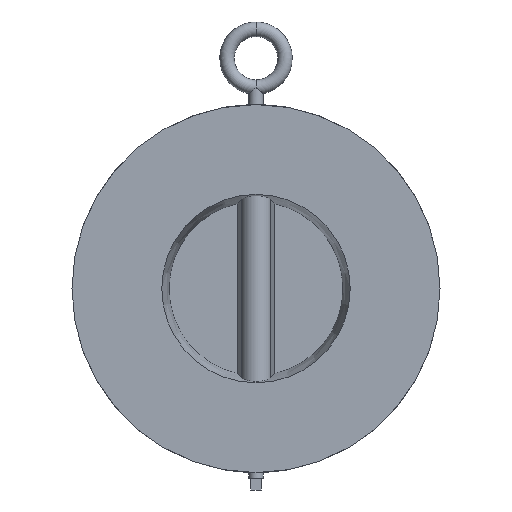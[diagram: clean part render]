
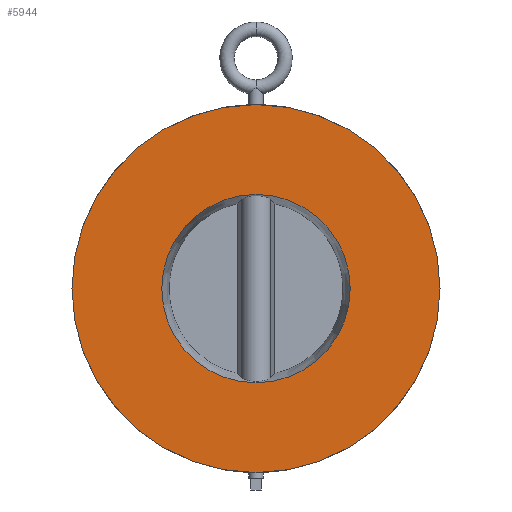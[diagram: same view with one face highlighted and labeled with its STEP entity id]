
A CAD part, front view. The second image highlights one B-rep face of the part: STEP entity #5944.
In plain terms, the highlighted planar face has unit normal (0, -1, 0).
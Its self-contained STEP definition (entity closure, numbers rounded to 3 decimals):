
#322 = CIRCLE ( 'NONE', #366, 63.5 ) ;
#346 = DIRECTION ( 'NONE',  ( 0., 0., -1. ) ) ;
#347 = DIRECTION ( 'NONE',  ( 0., -1., 0. ) ) ;
#348 = CARTESIAN_POINT ( 'NONE',  ( 0., 0., 0. ) ) ;
#366 = AXIS2_PLACEMENT_3D ( 'NONE', #348, #347, #346 ) ;
#1264 = PLANE ( 'NONE',  #1267 ) ;
#1267 = AXIS2_PLACEMENT_3D ( 'NONE', #1309, #1300, #1299 ) ;
#1299 = DIRECTION ( 'NONE',  ( 0., 0., 1. ) ) ;
#1300 = DIRECTION ( 'NONE',  ( 0., 1., 0. ) ) ;
#1307 = FACE_BOUND ( 'NONE', #5943, .T. ) ;
#1308 = FACE_OUTER_BOUND ( 'NONE', #1585, .T. ) ;
#1309 = CARTESIAN_POINT ( 'NONE',  ( -32.5, 0., 0. ) ) ;
#1585 = EDGE_LOOP ( 'NONE', ( #1597, #5940 ) ) ;
#1587 = ORIENTED_EDGE ( 'NONE', *, *, #1590, .F. ) ;
#1590 = EDGE_CURVE ( 'NONE', #2655, #2689, #3307, .T. ) ;
#1597 = ORIENTED_EDGE ( 'NONE', *, *, #2621, .T. ) ;
#2621 = EDGE_CURVE ( 'NONE', #2642, #2648, #5438, .T. ) ;
#2642 = VERTEX_POINT ( 'NONE', #5535 ) ;
#2648 = VERTEX_POINT ( 'NONE', #5532 ) ;
#2655 = VERTEX_POINT ( 'NONE', #5329 ) ;
#2686 = EDGE_CURVE ( 'NONE', #2689, #2655, #5627, .T. ) ;
#2689 = VERTEX_POINT ( 'NONE', #5673 ) ;
#2855 = EDGE_CURVE ( 'NONE', #2648, #2642, #322, .T. ) ;
#3302 = DIRECTION ( 'NONE',  ( 0., 0., -1. ) ) ;
#3303 = DIRECTION ( 'NONE',  ( 0., -1., 0. ) ) ;
#3304 = CARTESIAN_POINT ( 'NONE',  ( 0., 0., 0. ) ) ;
#3305 = AXIS2_PLACEMENT_3D ( 'NONE', #3304, #3303, #3302 ) ;
#3307 = CIRCLE ( 'NONE', #3305, 32.5 ) ;
#5329 = CARTESIAN_POINT ( 'NONE',  ( 0., 0., -32.5 ) ) ;
#5435 = DIRECTION ( 'NONE',  ( 0., -1., 0. ) ) ;
#5436 = CARTESIAN_POINT ( 'NONE',  ( 0., 0., 0. ) ) ;
#5437 = AXIS2_PLACEMENT_3D ( 'NONE', #5436, #5435, #5526 ) ;
#5438 = CIRCLE ( 'NONE', #5437, 63.5 ) ;
#5526 = DIRECTION ( 'NONE',  ( 0., 0., -1. ) ) ;
#5532 = CARTESIAN_POINT ( 'NONE',  ( 0., 0., 63.5 ) ) ;
#5535 = CARTESIAN_POINT ( 'NONE',  ( 0., 0., -63.5 ) ) ;
#5627 = CIRCLE ( 'NONE', #5671, 32.5 ) ;
#5664 = DIRECTION ( 'NONE',  ( 0., 0., -1. ) ) ;
#5665 = DIRECTION ( 'NONE',  ( 0., -1., 0. ) ) ;
#5666 = CARTESIAN_POINT ( 'NONE',  ( 0., 0., 0. ) ) ;
#5671 = AXIS2_PLACEMENT_3D ( 'NONE', #5666, #5665, #5664 ) ;
#5673 = CARTESIAN_POINT ( 'NONE',  ( 0., 0., 32.5 ) ) ;
#5940 = ORIENTED_EDGE ( 'NONE', *, *, #2855, .T. ) ;
#5941 = ORIENTED_EDGE ( 'NONE', *, *, #2686, .F. ) ;
#5943 = EDGE_LOOP ( 'NONE', ( #1587, #5941 ) ) ;
#5944 = ADVANCED_FACE ( 'NONE', ( #1308, #1307 ), #1264, .F. ) ;
